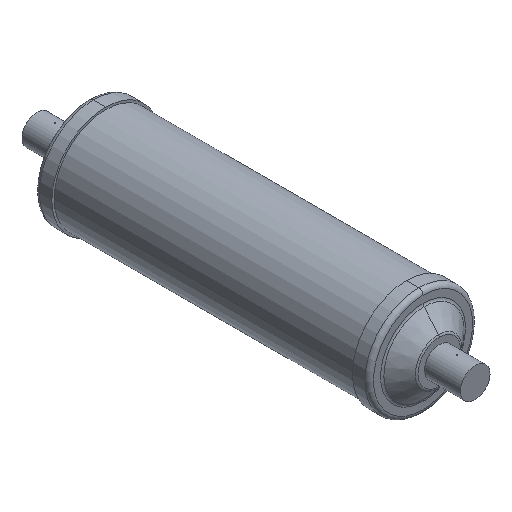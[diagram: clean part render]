
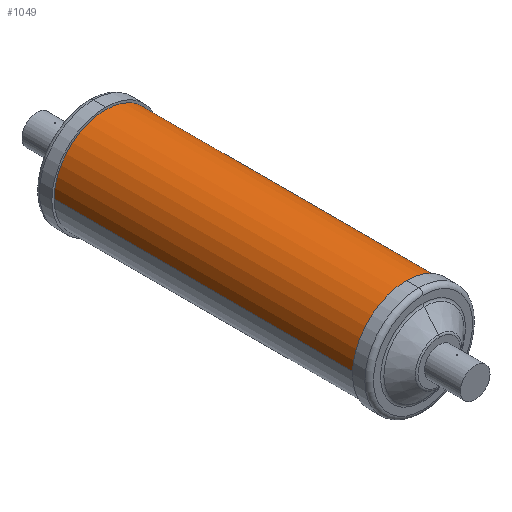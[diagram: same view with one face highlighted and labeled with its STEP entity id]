
A CAD part, isometric view. The second image highlights one B-rep face of the part: STEP entity #1049.
In plain terms, the highlighted cylindrical face has radius 44.45 mm (diameter 88.9 mm), a partial arc.
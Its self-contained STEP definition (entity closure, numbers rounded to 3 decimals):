
#36 = ORIENTED_EDGE ( 'NONE', *, *, #1138, .F. ) ;
#77 = ORIENTED_EDGE ( 'NONE', *, *, #516, .F. ) ;
#110 = DIRECTION ( 'NONE',  ( 0., 1., 0. ) ) ;
#114 = CARTESIAN_POINT ( 'NONE',  ( 0., -270.6, 0. ) ) ;
#117 = CARTESIAN_POINT ( 'NONE',  ( 44.45, -11.4, 0. ) ) ;
#127 = LINE ( 'NONE', #896, #629 ) ;
#132 = DIRECTION ( 'NONE',  ( 0., 1., 0. ) ) ;
#217 = DIRECTION ( 'NONE',  ( 1., 0., 0. ) ) ;
#287 = CARTESIAN_POINT ( 'NONE',  ( 0., -11.4, 0. ) ) ;
#326 = AXIS2_PLACEMENT_3D ( 'NONE', #882, #422, #333 ) ;
#333 = DIRECTION ( 'NONE',  ( 1., 0., 0. ) ) ;
#374 = LINE ( 'NONE', #395, #1156 ) ;
#375 = VERTEX_POINT ( 'NONE', #903 ) ;
#395 = CARTESIAN_POINT ( 'NONE',  ( 44.45, -282., 0. ) ) ;
#396 = AXIS2_PLACEMENT_3D ( 'NONE', #114, #856, #1116 ) ;
#411 = EDGE_CURVE ( 'NONE', #375, #1144, #374, .T. ) ;
#422 = DIRECTION ( 'NONE',  ( 0., 1., 0. ) ) ;
#516 = EDGE_CURVE ( 'NONE', #375, #895, #763, .T. ) ;
#599 = EDGE_CURVE ( 'NONE', #895, #975, #127, .T. ) ;
#617 = ORIENTED_EDGE ( 'NONE', *, *, #411, .T. ) ;
#629 = VECTOR ( 'NONE', #132, 1000. ) ;
#763 = CIRCLE ( 'NONE', #396, 44.45 ) ;
#798 = EDGE_LOOP ( 'NONE', ( #889, #77, #617, #36 ) ) ;
#856 = DIRECTION ( 'NONE',  ( 0., -1., 0. ) ) ;
#867 = DIRECTION ( 'NONE',  ( 0., 1., 0. ) ) ;
#882 = CARTESIAN_POINT ( 'NONE',  ( 0., -282., 0. ) ) ;
#888 = CARTESIAN_POINT ( 'NONE',  ( -44.45, -11.4, 0. ) ) ;
#889 = ORIENTED_EDGE ( 'NONE', *, *, #599, .F. ) ;
#895 = VERTEX_POINT ( 'NONE', #1039 ) ;
#896 = CARTESIAN_POINT ( 'NONE',  ( -44.45, -282., 0. ) ) ;
#903 = CARTESIAN_POINT ( 'NONE',  ( 44.45, -270.6, 0. ) ) ;
#908 = AXIS2_PLACEMENT_3D ( 'NONE', #287, #867, #217 ) ;
#966 = FACE_OUTER_BOUND ( 'NONE', #798, .T. ) ;
#975 = VERTEX_POINT ( 'NONE', #888 ) ;
#1039 = CARTESIAN_POINT ( 'NONE',  ( -44.45, -270.6, 0. ) ) ;
#1049 = ADVANCED_FACE ( 'NONE', ( #966 ), #1062, .T. ) ;
#1062 = CYLINDRICAL_SURFACE ( 'NONE', #326, 44.45 ) ;
#1090 = CIRCLE ( 'NONE', #908, 44.45 ) ;
#1116 = DIRECTION ( 'NONE',  ( -1., 0., 0. ) ) ;
#1138 = EDGE_CURVE ( 'NONE', #975, #1144, #1090, .T. ) ;
#1144 = VERTEX_POINT ( 'NONE', #117 ) ;
#1156 = VECTOR ( 'NONE', #110, 1000. ) ;
